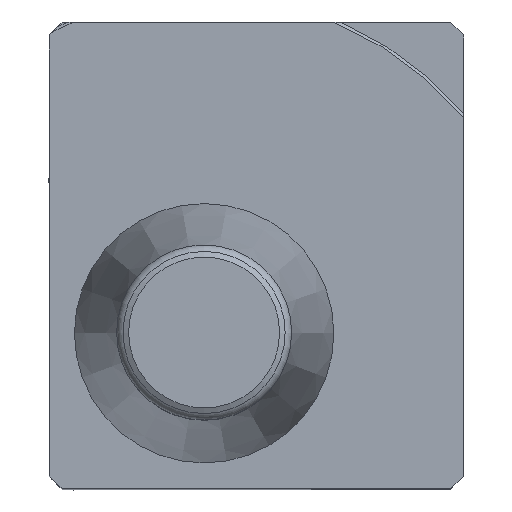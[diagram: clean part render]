
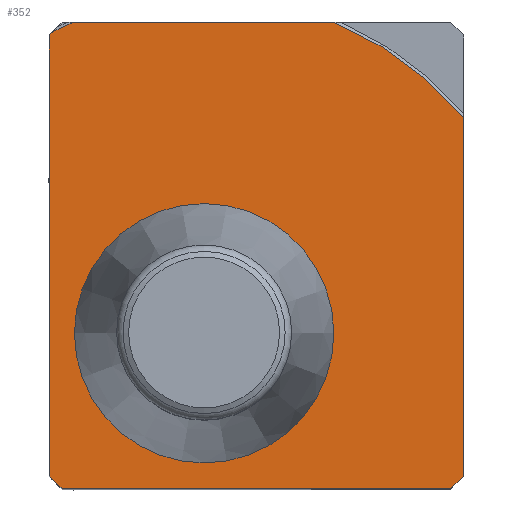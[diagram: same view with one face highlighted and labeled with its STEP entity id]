
A CAD part, top view. The second image highlights one B-rep face of the part: STEP entity #352.
In plain terms, the highlighted planar face has unit normal (0, 0, 1).
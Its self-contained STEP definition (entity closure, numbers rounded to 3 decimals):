
#153=LINE('',#1623,#227);
#163=LINE('',#1677,#237);
#170=LINE('',#1692,#244);
#173=LINE('',#1698,#247);
#176=LINE('',#1703,#250);
#177=LINE('',#1705,#251);
#180=LINE('',#1710,#254);
#227=VECTOR('',#1308,1.);
#237=VECTOR('',#1340,1.);
#244=VECTOR('',#1351,1.);
#247=VECTOR('',#1356,1.);
#250=VECTOR('',#1361,1.);
#251=VECTOR('',#1364,1.);
#254=VECTOR('',#1371,1.);
#287=FACE_BOUND('',#487,.T.);
#288=FACE_BOUND('',#488,.T.);
#352=ADVANCED_FACE('AL3_SU1',(#287,#288),#402,.T.);
#402=PLANE('',#1177);
#487=EDGE_LOOP('',(#683));
#488=EDGE_LOOP('',(#684,#685,#686,#687,#688,#689,#690,#691,#692));
#683=ORIENTED_EDGE('',*,*,#966,.F.);
#684=ORIENTED_EDGE('',*,*,#945,.F.);
#685=ORIENTED_EDGE('',*,*,#948,.T.);
#686=ORIENTED_EDGE('',*,*,#942,.F.);
#687=ORIENTED_EDGE('',*,*,#926,.T.);
#688=ORIENTED_EDGE('',*,*,#934,.F.);
#689=ORIENTED_EDGE('',*,*,#929,.T.);
#690=ORIENTED_EDGE('',*,*,#952,.T.);
#691=ORIENTED_EDGE('',*,*,#914,.F.);
#692=ORIENTED_EDGE('',*,*,#949,.T.);
#817=VERTEX_POINT('',#1622);
#818=VERTEX_POINT('',#1624);
#828=VERTEX_POINT('',#1651);
#829=VERTEX_POINT('',#1653);
#830=VERTEX_POINT('',#1663);
#831=VERTEX_POINT('',#1665);
#836=VERTEX_POINT('',#1683);
#842=VERTEX_POINT('',#1697);
#843=VERTEX_POINT('',#1699);
#848=VERTEX_POINT('',#1761);
#914=EDGE_CURVE('',#817,#818,#153,.T.);
#926=EDGE_CURVE('',#829,#828,#1024,.T.);
#929=EDGE_CURVE('',#831,#830,#1025,.T.);
#934=EDGE_CURVE('',#831,#828,#163,.T.);
#942=EDGE_CURVE('',#829,#836,#170,.T.);
#945=EDGE_CURVE('',#842,#843,#173,.T.);
#948=EDGE_CURVE('',#842,#836,#176,.T.);
#949=EDGE_CURVE('',#817,#843,#177,.T.);
#952=EDGE_CURVE('',#830,#818,#180,.T.);
#966=EDGE_CURVE('',#848,#848,#1031,.T.);
#1024=CIRCLE('',#1149,13.);
#1025=CIRCLE('',#1151,13.);
#1031=CIRCLE('',#1176,5.);
#1149=AXIS2_PLACEMENT_3D('',#1652,#1328,#1329);
#1151=AXIS2_PLACEMENT_3D('',#1664,#1332,#1333);
#1176=AXIS2_PLACEMENT_3D('',#1760,#1409,#1410);
#1177=AXIS2_PLACEMENT_3D('',#1762,#1411,#1412);
#1308=DIRECTION('',(0.,1.,0.));
#1328=DIRECTION('',(0.,0.,1.));
#1329=DIRECTION('',(-1.,0.,0.));
#1332=DIRECTION('',(0.,0.,1.));
#1333=DIRECTION('',(-1.,0.,0.));
#1340=DIRECTION('',(1.,0.,0.));
#1351=DIRECTION('',(0.,-1.,0.));
#1356=DIRECTION('',(-1.,0.,0.));
#1361=DIRECTION('',(0.707,0.707,0.));
#1364=DIRECTION('',(0.707,-0.707,0.));
#1371=DIRECTION('',(-0.707,-0.707,0.));
#1409=DIRECTION('',(0.,0.,1.));
#1410=DIRECTION('',(1.,0.,0.));
#1411=DIRECTION('',(0.,0.,1.));
#1412=DIRECTION('',(1.,0.,0.));
#1622=CARTESIAN_POINT('',(-5.975,-5.5,0.));
#1623=CARTESIAN_POINT('',(-5.975,-6.,0.));
#1624=CARTESIAN_POINT('',(-5.975,11.5,0.));
#1651=CARTESIAN_POINT('',(5.,12.,0.));
#1652=CARTESIAN_POINT('',(0.,0.,0.));
#1653=CARTESIAN_POINT('',(10.,8.307,0.));
#1663=CARTESIAN_POINT('',(-5.882,11.593,0.));
#1664=CARTESIAN_POINT('',(0.,0.,0.));
#1665=CARTESIAN_POINT('',(-5.,12.,0.));
#1677=CARTESIAN_POINT('',(-5.975,12.,0.));
#1683=CARTESIAN_POINT('',(10.,-5.5,0.));
#1692=CARTESIAN_POINT('',(10.,12.,0.));
#1697=CARTESIAN_POINT('',(9.5,-6.,0.));
#1698=CARTESIAN_POINT('',(10.,-6.,0.));
#1699=CARTESIAN_POINT('',(-5.475,-6.,0.));
#1703=CARTESIAN_POINT('',(9.5,-6.,0.));
#1705=CARTESIAN_POINT('',(-5.975,-5.5,0.));
#1710=CARTESIAN_POINT('',(-5.475,12.,0.));
#1760=CARTESIAN_POINT('',(0.,0.,0.));
#1761=CARTESIAN_POINT('',(5.,0.,0.));
#1762=CARTESIAN_POINT('',(2.013,3.,0.));
